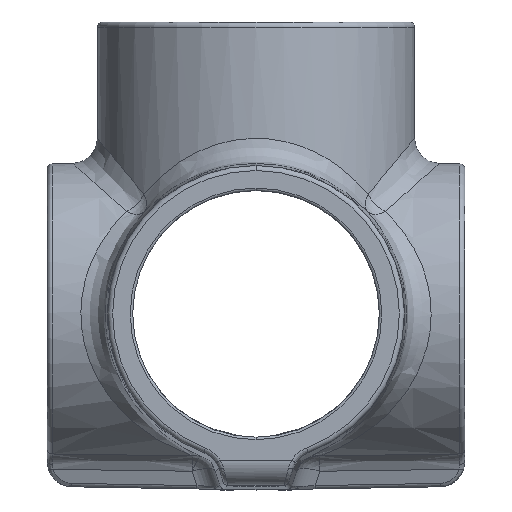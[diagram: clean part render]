
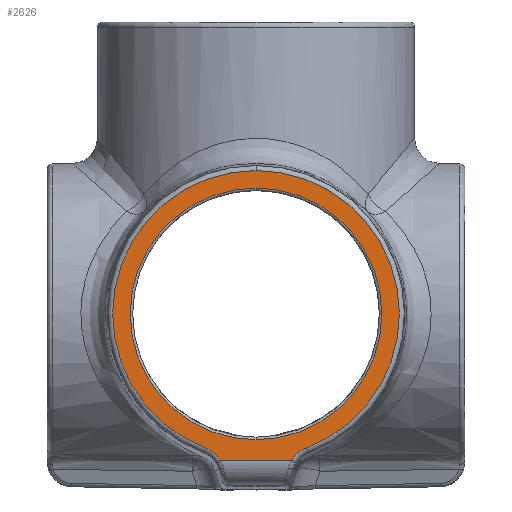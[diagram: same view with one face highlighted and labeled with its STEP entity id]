
A CAD part, front view. The second image highlights one B-rep face of the part: STEP entity #2626.
In plain terms, the highlighted planar face has unit normal (0, -1, 0).
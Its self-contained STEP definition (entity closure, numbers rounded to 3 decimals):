
#13 = EDGE_CURVE ( 'NONE', #7733, #4616, #1736, .T. ) ;
#156 = CARTESIAN_POINT ( 'NONE',  ( -7.081, -59., -29.057 ) ) ;
#174 = PLANE ( 'NONE',  #6401 ) ;
#177 = DIRECTION ( 'NONE',  ( 0., -1., 0. ) ) ;
#208 = DIRECTION ( 'NONE',  ( 0., 0., 1. ) ) ;
#266 = CARTESIAN_POINT ( 'NONE',  ( 8.611, -59., -27.418 ) ) ;
#410 = EDGE_LOOP ( 'NONE', ( #8557, #7724, #8528, #745, #2782 ) ) ;
#531 = ORIENTED_EDGE ( 'NONE', *, *, #13, .T. ) ;
#745 = ORIENTED_EDGE ( 'NONE', *, *, #6576, .T. ) ;
#747 = DIRECTION ( 'NONE',  ( 1., 0., 0. ) ) ;
#1049 = CARTESIAN_POINT ( 'NONE',  ( 0., -59., -25. ) ) ;
#1154 = AXIS2_PLACEMENT_3D ( 'NONE', #4324, #177, #2914 ) ;
#1290 = DIRECTION ( 'NONE',  ( 0., 0., 1. ) ) ;
#1736 = CIRCLE ( 'NONE', #8016, 25. ) ;
#1879 = DIRECTION ( 'NONE',  ( 0., 0., 1. ) ) ;
#2038 = CARTESIAN_POINT ( 'NONE',  ( 7.081, -59., -29.057 ) ) ;
#2113 = CARTESIAN_POINT ( 'NONE',  ( -7.877, -59., -28.047 ) ) ;
#2263 = CIRCLE ( 'NONE', #2390, 25. ) ;
#2293 = CARTESIAN_POINT ( 'NONE',  ( 0., -59., 0. ) ) ;
#2390 = AXIS2_PLACEMENT_3D ( 'NONE', #5832, #7411, #1879 ) ;
#2438 = CARTESIAN_POINT ( 'NONE',  ( 9.725, -59., -26.778 ) ) ;
#2453 = CARTESIAN_POINT ( 'NONE',  ( 6.263, -59., -29.057 ) ) ;
#2626 = ADVANCED_FACE ( 'NONE', ( #3008, #3645 ), #174, .F. ) ;
#2748 = VERTEX_POINT ( 'NONE', #156 ) ;
#2782 = ORIENTED_EDGE ( 'NONE', *, *, #3792, .T. ) ;
#2914 = DIRECTION ( 'NONE',  ( 0., 0., 1. ) ) ;
#3008 = FACE_BOUND ( 'NONE', #7778, .T. ) ;
#3114 = CIRCLE ( 'NONE', #7029, 28.487 ) ;
#3162 = VERTEX_POINT ( 'NONE', #8018 ) ;
#3270 = CARTESIAN_POINT ( 'NONE',  ( 0., -59., 0. ) ) ;
#3453 = CARTESIAN_POINT ( 'NONE',  ( -9.421, -59., -26.892 ) ) ;
#3640 = DIRECTION ( 'NONE',  ( 0., 1., 0. ) ) ;
#3645 = FACE_OUTER_BOUND ( 'NONE', #410, .T. ) ;
#3792 = EDGE_CURVE ( 'NONE', #4635, #2748, #4818, .T. ) ;
#3866 = CARTESIAN_POINT ( 'NONE',  ( 0., -59., 25. ) ) ;
#3885 = EDGE_CURVE ( 'NONE', #4439, #3162, #8228, .T. ) ;
#3897 = CARTESIAN_POINT ( 'NONE',  ( -10.03, -59., -26.664 ) ) ;
#4165 = CARTESIAN_POINT ( 'NONE',  ( -10.03, -59., -26.664 ) ) ;
#4324 = CARTESIAN_POINT ( 'NONE',  ( 0., -59., 0. ) ) ;
#4327 = CARTESIAN_POINT ( 'NONE',  ( 7.43, -59., -28.509 ) ) ;
#4345 = CARTESIAN_POINT ( 'NONE',  ( 0., -59., 0. ) ) ;
#4439 = VERTEX_POINT ( 'NONE', #5568 ) ;
#4482 = EDGE_CURVE ( 'NONE', #5044, #4439, #5433, .T. ) ;
#4581 = EDGE_CURVE ( 'NONE', #4616, #7733, #2263, .T. ) ;
#4616 = VERTEX_POINT ( 'NONE', #3866 ) ;
#4635 = VERTEX_POINT ( 'NONE', #3897 ) ;
#4818 = B_SPLINE_CURVE_WITH_KNOTS ( 'NONE', 3,
 ( #4165, #3453, #7682, #7620, #2113, #4893, #6219, #4859 ),
 .UNSPECIFIED., .F., .F.,
 ( 4, 2, 2, 4 ),
 ( 0., 0.002, 0.003, 0.004 ),
 .UNSPECIFIED. ) ;
#4859 = CARTESIAN_POINT ( 'NONE',  ( -7.081, -59., -29.057 ) ) ;
#4893 = CARTESIAN_POINT ( 'NONE',  ( -7.45, -59., -28.526 ) ) ;
#5044 = VERTEX_POINT ( 'NONE', #2038 ) ;
#5145 = CARTESIAN_POINT ( 'NONE',  ( 9.434, -59., -26.915 ) ) ;
#5179 = CARTESIAN_POINT ( 'NONE',  ( 8.878, -59., -27.235 ) ) ;
#5433 = B_SPLINE_CURVE_WITH_KNOTS ( 'NONE', 3,
 ( #6288, #4327, #8599, #266, #5179, #5145, #2438, #8654 ),
 .UNSPECIFIED., .F., .F.,
 ( 4, 2, 2, 4 ),
 ( 0., 0.002, 0.003, 0.004 ),
 .UNSPECIFIED. ) ;
#5568 = CARTESIAN_POINT ( 'NONE',  ( 10.03, -59., -26.664 ) ) ;
#5629 = VECTOR ( 'NONE', #747, 1000. ) ;
#5832 = CARTESIAN_POINT ( 'NONE',  ( 0., -59., 0. ) ) ;
#6219 = CARTESIAN_POINT ( 'NONE',  ( -7.256, -59., -28.783 ) ) ;
#6288 = CARTESIAN_POINT ( 'NONE',  ( 7.081, -59., -29.057 ) ) ;
#6401 = AXIS2_PLACEMENT_3D ( 'NONE', #2293, #3640, #208 ) ;
#6559 = DIRECTION ( 'NONE',  ( 0., 0., 1. ) ) ;
#6576 = EDGE_CURVE ( 'NONE', #3162, #4635, #3114, .T. ) ;
#7029 = AXIS2_PLACEMENT_3D ( 'NONE', #4345, #8499, #6559 ) ;
#7161 = LINE ( 'NONE', #2453, #5629 ) ;
#7411 = DIRECTION ( 'NONE',  ( 0., 1., 0. ) ) ;
#7620 = CARTESIAN_POINT ( 'NONE',  ( -8.111, -59., -27.823 ) ) ;
#7682 = CARTESIAN_POINT ( 'NONE',  ( -8.866, -59., -27.211 ) ) ;
#7724 = ORIENTED_EDGE ( 'NONE', *, *, #4482, .T. ) ;
#7733 = VERTEX_POINT ( 'NONE', #1049 ) ;
#7778 = EDGE_LOOP ( 'NONE', ( #8891, #531 ) ) ;
#8016 = AXIS2_PLACEMENT_3D ( 'NONE', #3270, #8828, #1290 ) ;
#8018 = CARTESIAN_POINT ( 'NONE',  ( 0., -59., 28.487 ) ) ;
#8228 = CIRCLE ( 'NONE', #1154, 28.487 ) ;
#8499 = DIRECTION ( 'NONE',  ( 0., -1., 0. ) ) ;
#8528 = ORIENTED_EDGE ( 'NONE', *, *, #3885, .T. ) ;
#8557 = ORIENTED_EDGE ( 'NONE', *, *, #8926, .T. ) ;
#8599 = CARTESIAN_POINT ( 'NONE',  ( 7.856, -59., -28.031 ) ) ;
#8654 = CARTESIAN_POINT ( 'NONE',  ( 10.03, -59., -26.664 ) ) ;
#8828 = DIRECTION ( 'NONE',  ( 0., 1., 0. ) ) ;
#8891 = ORIENTED_EDGE ( 'NONE', *, *, #4581, .T. ) ;
#8926 = EDGE_CURVE ( 'NONE', #2748, #5044, #7161, .T. ) ;
